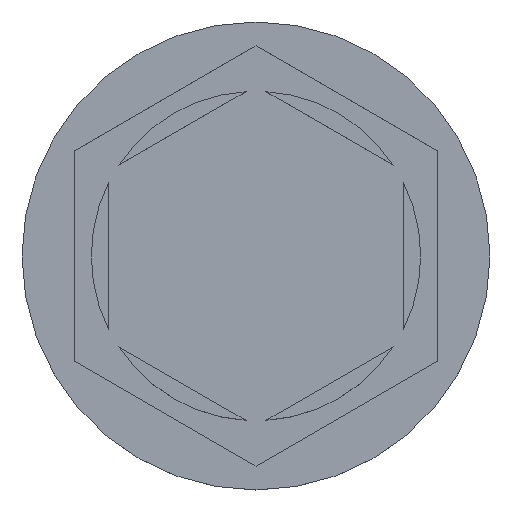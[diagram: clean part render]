
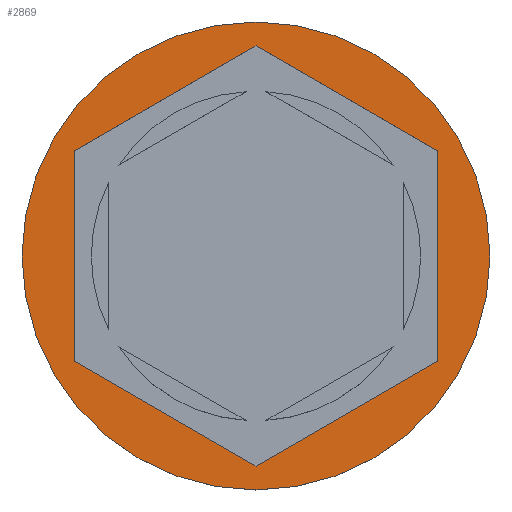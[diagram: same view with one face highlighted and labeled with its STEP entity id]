
A CAD part, top view. The second image highlights one B-rep face of the part: STEP entity #2869.
In plain terms, the highlighted planar face has unit normal (0, 0, 1).
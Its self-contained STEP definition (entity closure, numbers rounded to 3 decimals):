
#74 = EDGE_CURVE ( 'NONE', #1416, #2848, #2729, .T. ) ;
#81 = DIRECTION ( 'NONE',  ( 0., 1., 0. ) ) ;
#101 = CARTESIAN_POINT ( 'NONE',  ( -6.75, 0., 0. ) ) ;
#174 = AXIS2_PLACEMENT_3D ( 'NONE', #1585, #1258, #3415 ) ;
#184 = VERTEX_POINT ( 'NONE', #2747 ) ;
#298 = VECTOR ( 'NONE', #81, 1000. ) ;
#300 = DIRECTION ( 'NONE',  ( 0., -1., 0. ) ) ;
#316 = VERTEX_POINT ( 'NONE', #101 ) ;
#337 = EDGE_CURVE ( 'NONE', #1817, #1180, #1482, .T. ) ;
#357 = EDGE_CURVE ( 'NONE', #1180, #1416, #3366, .T. ) ;
#414 = AXIS2_PLACEMENT_3D ( 'NONE', #2354, #1266, #2641 ) ;
#443 = FACE_BOUND ( 'NONE', #670, .T. ) ;
#555 = CARTESIAN_POINT ( 'NONE',  ( -5.25, 3.031, 0. ) ) ;
#584 = AXIS2_PLACEMENT_3D ( 'NONE', #2870, #790, #3435 ) ;
#618 = ORIENTED_EDGE ( 'NONE', *, *, #337, .F. ) ;
#670 = EDGE_LOOP ( 'NONE', ( #618, #918, #1040, #3190, #2125, #2535 ) ) ;
#749 = VECTOR ( 'NONE', #2303, 1000. ) ;
#790 = DIRECTION ( 'NONE',  ( 0., 0., 1. ) ) ;
#813 = ORIENTED_EDGE ( 'NONE', *, *, #1851, .T. ) ;
#844 = DIRECTION ( 'NONE',  ( 0.866, -0.5, 0. ) ) ;
#866 = VECTOR ( 'NONE', #1199, 1000. ) ;
#918 = ORIENTED_EDGE ( 'NONE', *, *, #3280, .F. ) ;
#934 = CARTESIAN_POINT ( 'NONE',  ( 5.25, -3.031, 0. ) ) ;
#954 = EDGE_CURVE ( 'NONE', #1176, #184, #1777, .T. ) ;
#1040 = ORIENTED_EDGE ( 'NONE', *, *, #954, .F. ) ;
#1087 = CARTESIAN_POINT ( 'NONE',  ( -5.25, -3.031, 0. ) ) ;
#1167 = CARTESIAN_POINT ( 'NONE',  ( 0., -6.062, 0. ) ) ;
#1176 = VERTEX_POINT ( 'NONE', #1951 ) ;
#1180 = VERTEX_POINT ( 'NONE', #3229 ) ;
#1199 = DIRECTION ( 'NONE',  ( 0.866, 0.5, 0. ) ) ;
#1200 = VECTOR ( 'NONE', #300, 1000. ) ;
#1258 = DIRECTION ( 'NONE',  ( 0., 0., 1. ) ) ;
#1266 = DIRECTION ( 'NONE',  ( 0., 0., 1. ) ) ;
#1416 = VERTEX_POINT ( 'NONE', #2610 ) ;
#1482 = LINE ( 'NONE', #2567, #749 ) ;
#1534 = FACE_OUTER_BOUND ( 'NONE', #2531, .T. ) ;
#1585 = CARTESIAN_POINT ( 'NONE',  ( 0., 0., 0. ) ) ;
#1777 = LINE ( 'NONE', #1167, #866 ) ;
#1809 = PLANE ( 'NONE',  #414 ) ;
#1817 = VERTEX_POINT ( 'NONE', #2611 ) ;
#1851 = EDGE_CURVE ( 'NONE', #316, #2707, #2291, .T. ) ;
#1905 = ORIENTED_EDGE ( 'NONE', *, *, #2239, .T. ) ;
#1951 = CARTESIAN_POINT ( 'NONE',  ( 0., -6.062, 0. ) ) ;
#2014 = VECTOR ( 'NONE', #844, 1000. ) ;
#2069 = CIRCLE ( 'NONE', #584, 6.75 ) ;
#2082 = CARTESIAN_POINT ( 'NONE',  ( 0., 6.062, 0. ) ) ;
#2125 = ORIENTED_EDGE ( 'NONE', *, *, #74, .F. ) ;
#2226 = LINE ( 'NONE', #1087, #2014 ) ;
#2239 = EDGE_CURVE ( 'NONE', #2707, #316, #2069, .T. ) ;
#2291 = CIRCLE ( 'NONE', #174, 6.75 ) ;
#2303 = DIRECTION ( 'NONE',  ( -0.866, 0.5, 0. ) ) ;
#2327 = CARTESIAN_POINT ( 'NONE',  ( 6.75, 0., 0. ) ) ;
#2354 = CARTESIAN_POINT ( 'NONE',  ( 0., 0., 0. ) ) ;
#2531 = EDGE_LOOP ( 'NONE', ( #1905, #813 ) ) ;
#2535 = ORIENTED_EDGE ( 'NONE', *, *, #357, .F. ) ;
#2567 = CARTESIAN_POINT ( 'NONE',  ( 5.25, 3.031, 0. ) ) ;
#2610 = CARTESIAN_POINT ( 'NONE',  ( -5.25, 3.031, 0. ) ) ;
#2611 = CARTESIAN_POINT ( 'NONE',  ( 5.25, 3.031, 0. ) ) ;
#2641 = DIRECTION ( 'NONE',  ( 1., 0., 0. ) ) ;
#2707 = VERTEX_POINT ( 'NONE', #2327 ) ;
#2729 = LINE ( 'NONE', #555, #1200 ) ;
#2747 = CARTESIAN_POINT ( 'NONE',  ( 5.25, -3.031, 0. ) ) ;
#2764 = DIRECTION ( 'NONE',  ( -0.866, -0.5, 0. ) ) ;
#2814 = LINE ( 'NONE', #934, #298 ) ;
#2848 = VERTEX_POINT ( 'NONE', #3436 ) ;
#2869 = ADVANCED_FACE ( 'NONE', ( #443, #1534 ), #1809, .T. ) ;
#2870 = CARTESIAN_POINT ( 'NONE',  ( 0., 0., 0. ) ) ;
#3050 = EDGE_CURVE ( 'NONE', #2848, #1176, #2226, .T. ) ;
#3190 = ORIENTED_EDGE ( 'NONE', *, *, #3050, .F. ) ;
#3229 = CARTESIAN_POINT ( 'NONE',  ( 0., 6.062, 0. ) ) ;
#3280 = EDGE_CURVE ( 'NONE', #184, #1817, #2814, .T. ) ;
#3366 = LINE ( 'NONE', #2082, #3509 ) ;
#3415 = DIRECTION ( 'NONE',  ( 1., 0., 0. ) ) ;
#3435 = DIRECTION ( 'NONE',  ( 1., 0., 0. ) ) ;
#3436 = CARTESIAN_POINT ( 'NONE',  ( -5.25, -3.031, 0. ) ) ;
#3509 = VECTOR ( 'NONE', #2764, 1000. ) ;
